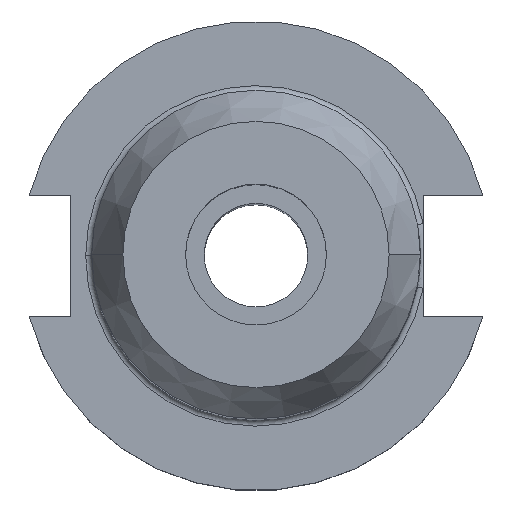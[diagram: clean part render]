
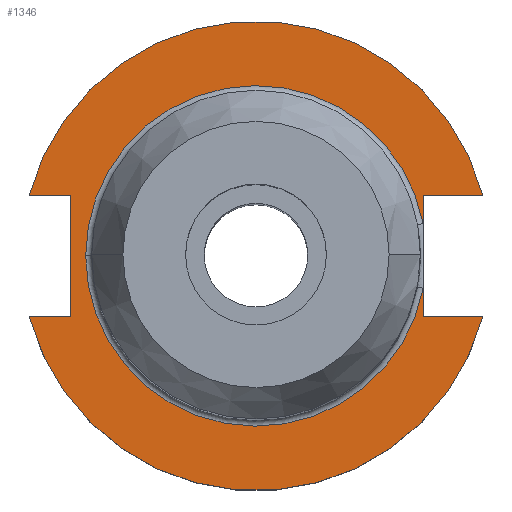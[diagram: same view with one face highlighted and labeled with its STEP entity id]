
A CAD part, top view. The second image highlights one B-rep face of the part: STEP entity #1346.
In plain terms, the highlighted planar face has unit normal (0, 0, 1).
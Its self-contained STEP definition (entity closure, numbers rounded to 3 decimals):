
#21 = CARTESIAN_POINT ( 'NONE',  ( 0., 0., 19.05 ) ) ;
#47 = CIRCLE ( 'NONE', #824, 23.025 ) ;
#48 = AXIS2_PLACEMENT_3D ( 'NONE', #1436, #1056, #458 ) ;
#62 = EDGE_CURVE ( 'NONE', #693, #1082, #280, .T. ) ;
#140 = CIRCLE ( 'NONE', #48, 31.75 ) ;
#162 = FACE_OUTER_BOUND ( 'NONE', #374, .T. ) ;
#180 = VECTOR ( 'NONE', #1061, 1000. ) ;
#188 = CARTESIAN_POINT ( 'NONE',  ( -25.091, -8.191, 19.05 ) ) ;
#191 = VERTEX_POINT ( 'NONE', #612 ) ;
#265 = ORIENTED_EDGE ( 'NONE', *, *, #1375, .T. ) ;
#271 = CARTESIAN_POINT ( 'NONE',  ( 22.606, 22.225, 19.05 ) ) ;
#280 = LINE ( 'NONE', #332, #180 ) ;
#285 = LINE ( 'NONE', #1183, #801 ) ;
#297 = ORIENTED_EDGE ( 'NONE', *, *, #1169, .T. ) ;
#304 = CARTESIAN_POINT ( 'NONE',  ( -23.025, 0., 19.05 ) ) ;
#324 = CARTESIAN_POINT ( 'NONE',  ( -30.675, 8.191, 19.05 ) ) ;
#332 = CARTESIAN_POINT ( 'NONE',  ( -61.091, 8.191, 19.05 ) ) ;
#336 = EDGE_CURVE ( 'NONE', #1030, #1264, #827, .T. ) ;
#343 = AXIS2_PLACEMENT_3D ( 'NONE', #1230, #1484, #1493 ) ;
#364 = DIRECTION ( 'NONE',  ( 1., 0., 0. ) ) ;
#366 = EDGE_CURVE ( 'NONE', #1334, #1030, #47, .T. ) ;
#374 = EDGE_LOOP ( 'NONE', ( #1485, #818, #947, #1117, #673, #265, #1429, #297, #1425, #1505, #595 ) ) ;
#443 = CARTESIAN_POINT ( 'NONE',  ( 0., 0., 19.05 ) ) ;
#445 = CARTESIAN_POINT ( 'NONE',  ( 30.675, 8.191, 19.05 ) ) ;
#449 = EDGE_CURVE ( 'NONE', #1584, #1334, #1152, .T. ) ;
#454 = CARTESIAN_POINT ( 'NONE',  ( 22.606, 8.191, 19.05 ) ) ;
#458 = DIRECTION ( 'NONE',  ( 1., 0., 0. ) ) ;
#496 = DIRECTION ( 'NONE',  ( -1., 0., 0. ) ) ;
#498 = VECTOR ( 'NONE', #1388, 1000. ) ;
#515 = CARTESIAN_POINT ( 'NONE',  ( 22.606, -8.191, 19.05 ) ) ;
#537 = CARTESIAN_POINT ( 'NONE',  ( 22.606, -4.373, 19.05 ) ) ;
#569 = CARTESIAN_POINT ( 'NONE',  ( 0., 8.191, 19.05 ) ) ;
#571 = VERTEX_POINT ( 'NONE', #445 ) ;
#595 = ORIENTED_EDGE ( 'NONE', *, *, #1213, .F. ) ;
#608 = VERTEX_POINT ( 'NONE', #188 ) ;
#612 = CARTESIAN_POINT ( 'NONE',  ( -30.675, -8.191, 19.05 ) ) ;
#621 = EDGE_CURVE ( 'NONE', #571, #708, #1452, .T. ) ;
#632 = VERTEX_POINT ( 'NONE', #792 ) ;
#673 = ORIENTED_EDGE ( 'NONE', *, *, #621, .F. ) ;
#693 = VERTEX_POINT ( 'NONE', #324 ) ;
#694 = LINE ( 'NONE', #1555, #713 ) ;
#698 = CARTESIAN_POINT ( 'NONE',  ( 22.606, 22.225, 19.05 ) ) ;
#708 = VERTEX_POINT ( 'NONE', #454 ) ;
#713 = VECTOR ( 'NONE', #821, 1000. ) ;
#731 = VECTOR ( 'NONE', #1173, 1000. ) ;
#770 = DIRECTION ( 'NONE',  ( 0., 0., -1. ) ) ;
#792 = CARTESIAN_POINT ( 'NONE',  ( 30.675, -8.191, 19.05 ) ) ;
#801 = VECTOR ( 'NONE', #1542, 1000. ) ;
#818 = ORIENTED_EDGE ( 'NONE', *, *, #366, .T. ) ;
#821 = DIRECTION ( 'NONE',  ( 0., -1., 0. ) ) ;
#824 = AXIS2_PLACEMENT_3D ( 'NONE', #21, #770, #496 ) ;
#827 = CIRCLE ( 'NONE', #343, 23.025 ) ;
#903 = CARTESIAN_POINT ( 'NONE',  ( -25.091, 8.191, 19.05 ) ) ;
#947 = ORIENTED_EDGE ( 'NONE', *, *, #336, .T. ) ;
#950 = CIRCLE ( 'NONE', #976, 31.75 ) ;
#976 = AXIS2_PLACEMENT_3D ( 'NONE', #443, #1306, #1059 ) ;
#1002 = CARTESIAN_POINT ( 'NONE',  ( 22.606, 4.373, 19.05 ) ) ;
#1030 = VERTEX_POINT ( 'NONE', #304 ) ;
#1056 = DIRECTION ( 'NONE',  ( 0., 0., 1. ) ) ;
#1059 = DIRECTION ( 'NONE',  ( 1., 0., 0. ) ) ;
#1061 = DIRECTION ( 'NONE',  ( 1., 0., 0. ) ) ;
#1071 = DIRECTION ( 'NONE',  ( 0., 0., -1. ) ) ;
#1082 = VERTEX_POINT ( 'NONE', #903 ) ;
#1090 = VECTOR ( 'NONE', #1428, 1000. ) ;
#1095 = CARTESIAN_POINT ( 'NONE',  ( -61.091, -8.191, 19.05 ) ) ;
#1102 = VECTOR ( 'NONE', #364, 1000. ) ;
#1117 = ORIENTED_EDGE ( 'NONE', *, *, #1207, .T. ) ;
#1152 = LINE ( 'NONE', #271, #498 ) ;
#1169 = EDGE_CURVE ( 'NONE', #1082, #608, #694, .T. ) ;
#1173 = DIRECTION ( 'NONE',  ( 0., 1., 0. ) ) ;
#1176 = CARTESIAN_POINT ( 'NONE',  ( 0., 22.225, 19.05 ) ) ;
#1183 = CARTESIAN_POINT ( 'NONE',  ( 0., -8.191, 19.05 ) ) ;
#1191 = EDGE_CURVE ( 'NONE', #191, #632, #950, .T. ) ;
#1207 = EDGE_CURVE ( 'NONE', #1264, #708, #1587, .T. ) ;
#1213 = EDGE_CURVE ( 'NONE', #1584, #632, #285, .T. ) ;
#1223 = AXIS2_PLACEMENT_3D ( 'NONE', #1176, #1071, #1320 ) ;
#1230 = CARTESIAN_POINT ( 'NONE',  ( 0., 0., 19.05 ) ) ;
#1264 = VERTEX_POINT ( 'NONE', #1002 ) ;
#1306 = DIRECTION ( 'NONE',  ( 0., 0., 1. ) ) ;
#1320 = DIRECTION ( 'NONE',  ( -1., 0., 0. ) ) ;
#1334 = VERTEX_POINT ( 'NONE', #537 ) ;
#1346 = ADVANCED_FACE ( 'NONE', ( #162 ), #1386, .F. ) ;
#1375 = EDGE_CURVE ( 'NONE', #571, #693, #140, .T. ) ;
#1386 = PLANE ( 'NONE',  #1223 ) ;
#1388 = DIRECTION ( 'NONE',  ( 0., 1., 0. ) ) ;
#1425 = ORIENTED_EDGE ( 'NONE', *, *, #1552, .F. ) ;
#1428 = DIRECTION ( 'NONE',  ( -1., 0., 0. ) ) ;
#1429 = ORIENTED_EDGE ( 'NONE', *, *, #62, .T. ) ;
#1436 = CARTESIAN_POINT ( 'NONE',  ( 0., 0., 19.05 ) ) ;
#1452 = LINE ( 'NONE', #569, #1090 ) ;
#1484 = DIRECTION ( 'NONE',  ( 0., 0., -1. ) ) ;
#1485 = ORIENTED_EDGE ( 'NONE', *, *, #449, .T. ) ;
#1493 = DIRECTION ( 'NONE',  ( -1., 0., 0. ) ) ;
#1505 = ORIENTED_EDGE ( 'NONE', *, *, #1191, .T. ) ;
#1542 = DIRECTION ( 'NONE',  ( 1., 0., 0. ) ) ;
#1552 = EDGE_CURVE ( 'NONE', #191, #608, #1570, .T. ) ;
#1555 = CARTESIAN_POINT ( 'NONE',  ( -25.091, 8.191, 19.05 ) ) ;
#1570 = LINE ( 'NONE', #1095, #1102 ) ;
#1584 = VERTEX_POINT ( 'NONE', #515 ) ;
#1587 = LINE ( 'NONE', #698, #731 ) ;
